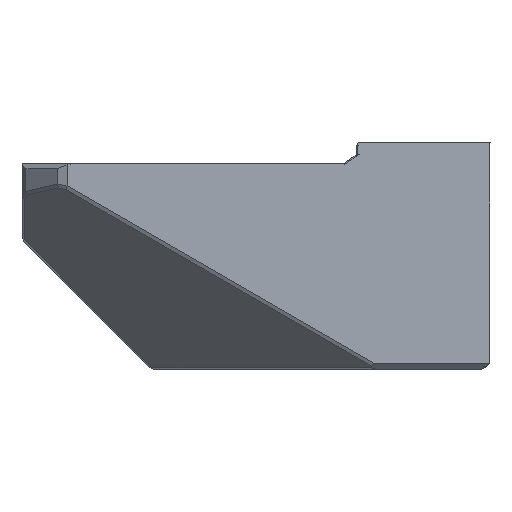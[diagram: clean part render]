
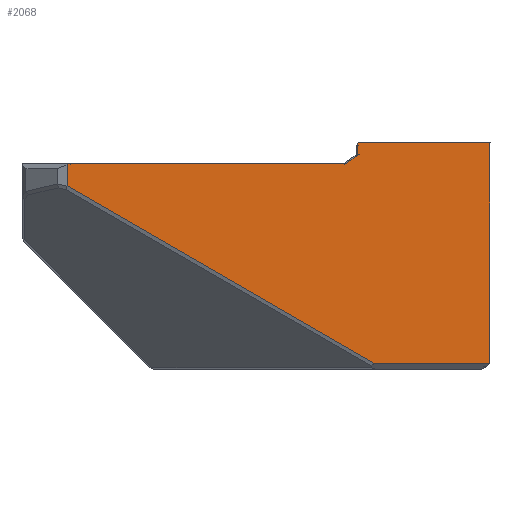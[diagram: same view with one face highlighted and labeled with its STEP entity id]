
A CAD part, left-side view. The second image highlights one B-rep face of the part: STEP entity #2068.
In plain terms, the highlighted planar face has unit normal (-1, 0, 0).
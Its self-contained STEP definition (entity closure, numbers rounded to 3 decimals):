
#112=FACE_OUTER_BOUND('',#225,.T.);
#225=EDGE_LOOP('',(#1545,#1546,#1547,#1548,#1549,#1550,#1551,#1552,#1553,
#1554));
#370=LINE('',#3009,#636);
#373=LINE('',#3015,#639);
#409=LINE('',#3093,#675);
#410=LINE('',#3097,#676);
#423=LINE('',#3124,#689);
#424=LINE('',#3126,#690);
#425=LINE('',#3127,#691);
#426=LINE('',#3129,#692);
#427=LINE('',#3131,#693);
#428=LINE('',#3132,#694);
#636=VECTOR('',#2430,10.);
#639=VECTOR('',#2435,10.);
#675=VECTOR('',#2507,10.);
#676=VECTOR('',#2510,10.);
#689=VECTOR('',#2533,10.);
#690=VECTOR('',#2534,10.);
#691=VECTOR('',#2535,10.);
#692=VECTOR('',#2536,10.);
#693=VECTOR('',#2537,10.);
#694=VECTOR('',#2538,10.);
#894=VERTEX_POINT('',#3006);
#895=VERTEX_POINT('',#3008);
#897=VERTEX_POINT('',#3014);
#921=VERTEX_POINT('',#3091);
#922=VERTEX_POINT('',#3095);
#923=VERTEX_POINT('',#3096);
#932=VERTEX_POINT('',#3123);
#933=VERTEX_POINT('',#3125);
#934=VERTEX_POINT('',#3128);
#935=VERTEX_POINT('',#3130);
#1104=EDGE_CURVE('',#894,#895,#370,.T.);
#1107=EDGE_CURVE('',#895,#897,#373,.T.);
#1146=EDGE_CURVE('',#921,#894,#409,.T.);
#1147=EDGE_CURVE('',#922,#923,#410,.T.);
#1161=EDGE_CURVE('',#932,#921,#423,.F.);
#1162=EDGE_CURVE('',#933,#932,#424,.T.);
#1163=EDGE_CURVE('',#923,#933,#425,.T.);
#1164=EDGE_CURVE('',#934,#922,#426,.T.);
#1165=EDGE_CURVE('',#935,#934,#427,.T.);
#1166=EDGE_CURVE('',#897,#935,#428,.T.);
#1545=ORIENTED_EDGE('',*,*,#1161,.F.);
#1546=ORIENTED_EDGE('',*,*,#1162,.F.);
#1547=ORIENTED_EDGE('',*,*,#1163,.F.);
#1548=ORIENTED_EDGE('',*,*,#1147,.F.);
#1549=ORIENTED_EDGE('',*,*,#1164,.F.);
#1550=ORIENTED_EDGE('',*,*,#1165,.F.);
#1551=ORIENTED_EDGE('',*,*,#1166,.F.);
#1552=ORIENTED_EDGE('',*,*,#1107,.F.);
#1553=ORIENTED_EDGE('',*,*,#1104,.F.);
#1554=ORIENTED_EDGE('',*,*,#1146,.F.);
#1962=PLANE('',#2209);
#2068=ADVANCED_FACE('',(#112),#1962,.T.);
#2209=AXIS2_PLACEMENT_3D('',#3122,#2531,#2532);
#2430=DIRECTION('',(0.,-0.5,0.866));
#2435=DIRECTION('',(0.,-1.,0.));
#2507=DIRECTION('',(0.,0.,1.));
#2510=DIRECTION('',(0.,-1.,0.));
#2531=DIRECTION('center_axis',(-1.,0.,0.));
#2532=DIRECTION('ref_axis',(0.,-1.,0.));
#2533=DIRECTION('',(0.,-1.,0.));
#2534=DIRECTION('',(0.,0.,-1.));
#2535=DIRECTION('',(0.,-0.577,-0.816));
#2536=DIRECTION('',(0.,-0.577,-0.816));
#2537=DIRECTION('',(0.,0.,-1.));
#2538=DIRECTION('',(0.,-0.577,-0.816));
#3006=CARTESIAN_POINT('',(-94.277,41.7,-32.154));
#3008=CARTESIAN_POINT('',(-94.277,10.143,22.504));
#3009=CARTESIAN_POINT('',(-94.277,31.532,-14.544));
#3014=CARTESIAN_POINT('',(-94.277,6.393,22.504));
#3015=CARTESIAN_POINT('',(-94.277,34.75,22.504));
#3091=CARTESIAN_POINT('',(-94.277,41.7,-52.588));
#3093=CARTESIAN_POINT('',(-94.277,41.7,-14.301));
#3095=CARTESIAN_POINT('',(-94.277,4.748,-29.041));
#3096=CARTESIAN_POINT('',(-94.277,2.617,-29.041));
#3097=CARTESIAN_POINT('',(-94.277,20.6,-29.041));
#3122=CARTESIAN_POINT('Origin',(-94.277,38.7,-35.5));
#3123=CARTESIAN_POINT('',(-94.277,2.5,-52.588));
#3124=CARTESIAN_POINT('',(-94.277,29.9,-52.588));
#3125=CARTESIAN_POINT('',(-94.277,2.5,-29.207));
#3126=CARTESIAN_POINT('',(-94.277,2.5,-19.));
#3127=CARTESIAN_POINT('',(-94.277,3.647,-27.585));
#3128=CARTESIAN_POINT('',(-94.277,6.1,-27.13));
#3129=CARTESIAN_POINT('',(-94.277,9.471,-22.363));
#3130=CARTESIAN_POINT('',(-94.277,6.1,22.09));
#3131=CARTESIAN_POINT('',(-94.277,6.1,-35.5));
#3132=CARTESIAN_POINT('',(-94.277,4.161,19.348));
